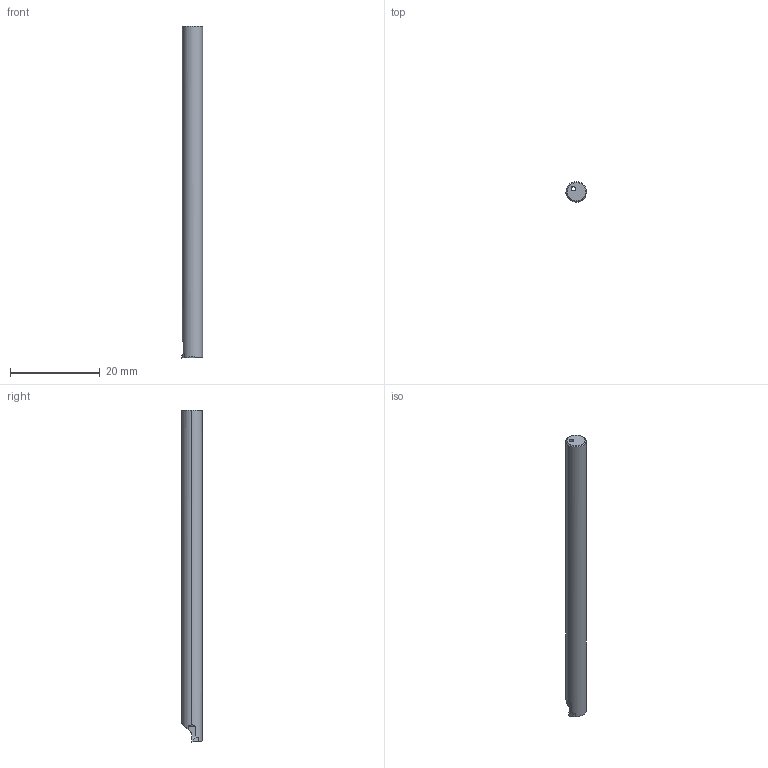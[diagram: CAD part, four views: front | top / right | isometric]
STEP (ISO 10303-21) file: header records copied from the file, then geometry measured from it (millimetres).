
FILE_DESCRIPTION(('no description'),'unknown implementation level');
FILE_NAME('E8D491BA-F85B-4BD4-B3FE-30901BA60B8D_export.stp',' ',('CIMSOURCE GmbH'),('CADClick - KiM GmbH - www.kimweb.de'),'unknown preprocess','ACIS','unknown authorization');
FILE_SCHEMA(('automotive_design'));
Length unit declared in the file: millimetre
Products named in the file (1): NONE
Bounding box: 4.69 x 4.5 x 74 mm (x, y, z)
Volume: 1096.4 mm3; surface area: 1284.9 mm2
Topology: 1 solids, 1 shells, 19 faces, 47 edges, 30 vertices
Faces by surface type: plane 10, cylinder 5, cone 3, bspline 1
Entity records: 1191 total; most frequent: CARTESIAN_POINT 167, DIRECTION 99, STYLED_ITEM 97, PRESENTATION_STYLE_ASSIGNMENT 97, COLOUR_RGB 97, ORIENTED_EDGE 94, EDGE_CURVE 47, CURVE_STYLE 47
